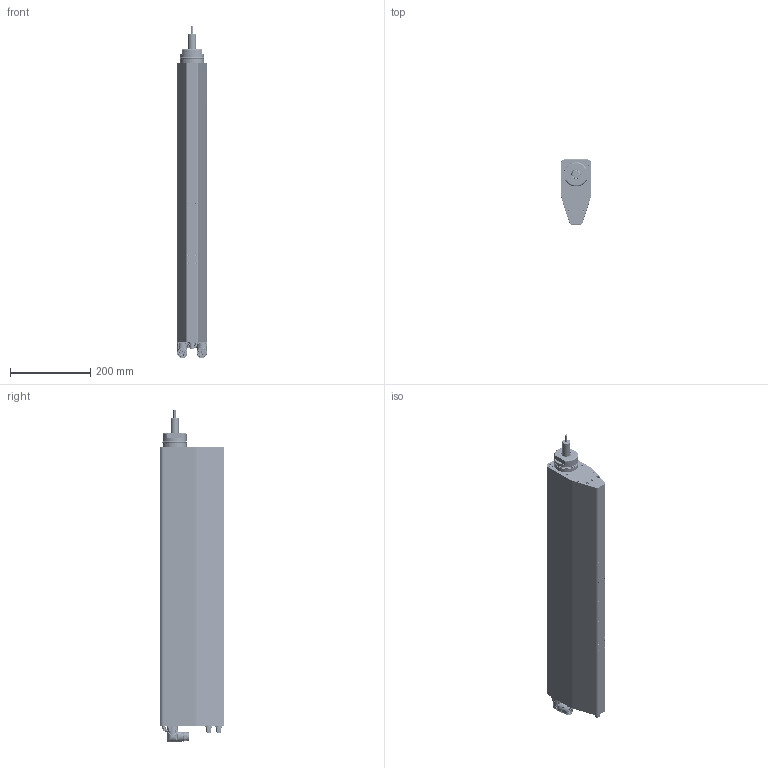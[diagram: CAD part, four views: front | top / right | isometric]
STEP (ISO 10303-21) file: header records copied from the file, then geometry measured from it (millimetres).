
FILE_DESCRIPTION (( 'STEP AP214' ), '1' );
FILE_NAME ('0186-1336_221103_PR02-70x100-C_48x240F-HP-C-150-L05_MS04_TS04_FS04.STEP', '2022-11-03T07:45:03', ( '' ), ( '' ), 'SwSTEP 2.0', 'SolidWorks 2022', '' );
FILE_SCHEMA (( 'AUTOMOTIVE_DESIGN' ));
Length unit declared in the file: millimetre
Products named in the file (4): RS02h-70-DA-582_L05_RS02k-70-DAv-20x380; Pusher_150; 0186-1336_221103_PR02-70x100-C_48x240F-HP-C-150-L05_MS04_TS04_FS04; Einzelteil_PR02-70x100-C_48x240F-HP-C-150-L05_MSxx_TS04_FS04
Assembly tree (3 placements, depth 2):
  0186-1336_221103_PR02-70x100-C_48x240F-HP-C-150-L05_MS04_TS04_FS04
    RS02h-70-DA-582_L05_RS02k-70-DAv-20x380
    Einzelteil_PR02-70x100-C_48x240F-HP-C-150-L05_MSxx_TS04_FS04
    Pusher_150
Bounding box: 75 x 162 x 828.62 mm (x, y, z)
Volume: 7611460.6 mm3; surface area: 475568.6 mm2
Topology: 55 solids, 57 shells, 8614 faces, 22234 edges, 13746 vertices
Faces by surface type: cone 3528, cylinder 2811, plane 1582, bspline 580, torus 103, sphere 10
Entity records: 293051 total; most frequent: CARTESIAN_POINT 81784, DIRECTION 44170, ORIENTED_EDGE 44132, EDGE_CURVE 22066, AXIS2_PLACEMENT_3D 17262, VERTEX_POINT 13746, LINE 9646, VECTOR 9646
